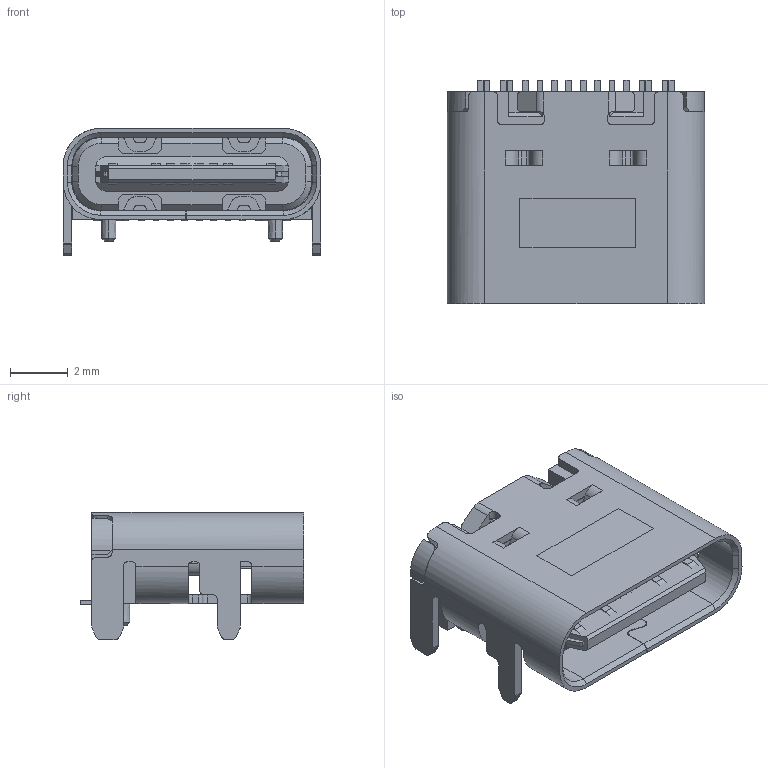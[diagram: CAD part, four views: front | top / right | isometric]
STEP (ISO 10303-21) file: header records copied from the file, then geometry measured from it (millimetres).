
FILE_DESCRIPTION (( 'STEP AP214' ), '1' );
FILE_NAME ('TYPEC-304J-BCP16.STEP', '2024-10-23T08:24:40', ( '' ), ( '' ), 'SwSTEP 2.0', 'SolidWorks 2021', '' );
FILE_SCHEMA (( 'AUTOMOTIVE_DESIGN' ));
Length unit declared in the file: millimetre
Products named in the file (1): TYPEC-304J-BCP16
Bounding box: 8.94 x 7.75 x 4.41 mm (x, y, z)
Surface area: 615.2 mm2 (no closed solid volume)
Topology: 0 solids, 19 shells, 1136 faces, 3237 edges, 2130 vertices
Faces by surface type: plane 705, cylinder 317, bspline 106, cone 8
Entity records: 53391 total; most frequent: CARTESIAN_POINT 17029, ORIENTED_EDGE 6426, EDGE_CURVE 3237, B_SPLINE_CURVE_WITH_KNOTS 2738, DIRECTION 2567, VERTEX_POINT 2130, EDGE_LOOP 1177, UNCERTAINTY_MEASURE_WITH_UNIT 1148
